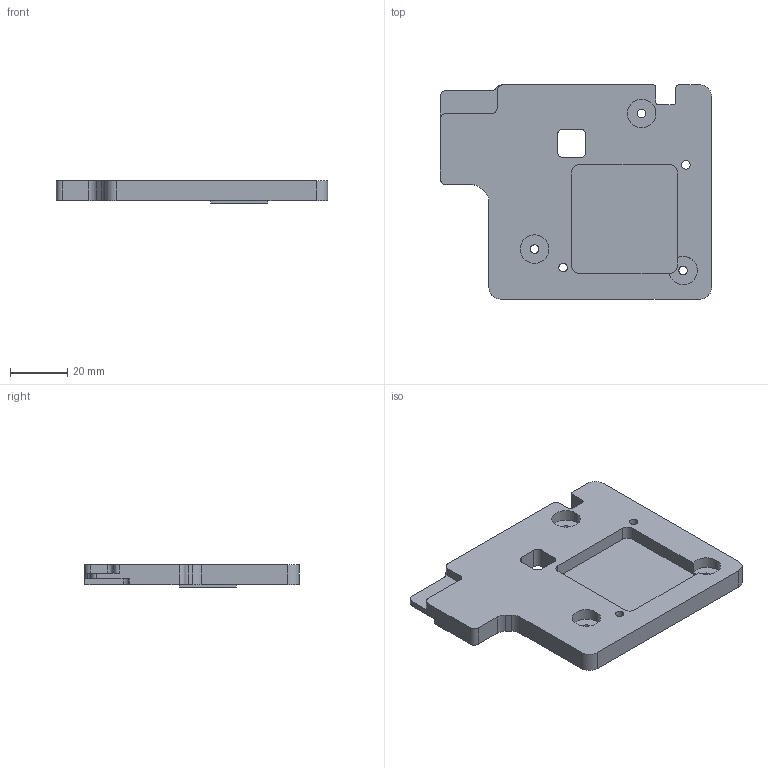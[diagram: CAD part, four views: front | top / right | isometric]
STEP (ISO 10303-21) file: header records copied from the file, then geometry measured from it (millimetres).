
FILE_DESCRIPTION (( 'STEP AP214' ), '1' );
FILE_NAME ('trx40-2.STEP', '2022-01-24T22:14:42', ( '' ), ( '' ), 'SwSTEP 2.0', 'SolidWorks 2021', '' );
FILE_SCHEMA (( 'AUTOMOTIVE_DESIGN' ));
Length unit declared in the file: millimetre
Products named in the file (1): trx40-2
Bounding box: 95 x 75 x 8 mm (x, y, z)
Volume: 34037.5 mm3; surface area: 16441.4 mm2
Topology: 1 solids, 1 shells, 86 faces, 240 edges, 160 vertices
Faces by surface type: cylinder 45, plane 41
Entity records: 2852 total; most frequent: DIRECTION 504, CARTESIAN_POINT 487, ORIENTED_EDGE 480, EDGE_CURVE 240, AXIS2_PLACEMENT_3D 177, VERTEX_POINT 160, LINE 150, VECTOR 150
